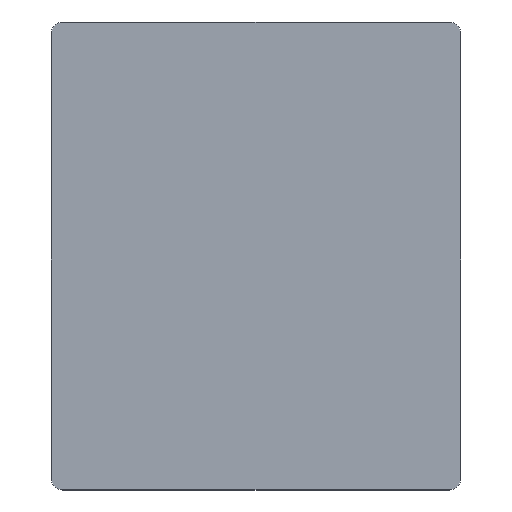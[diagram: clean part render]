
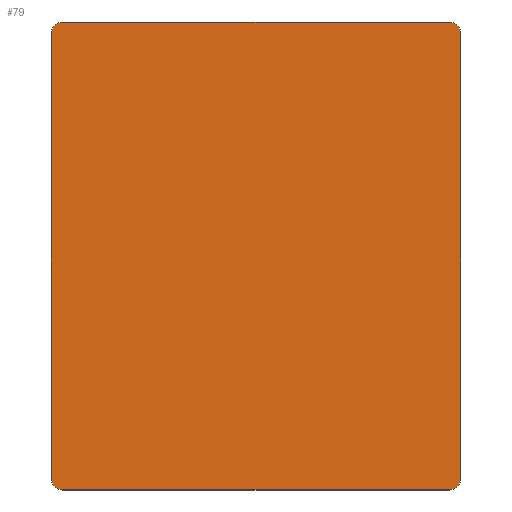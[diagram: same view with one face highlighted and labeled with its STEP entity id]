
A CAD part, top view. The second image highlights one B-rep face of the part: STEP entity #79.
In plain terms, the highlighted planar face has unit normal (0, 0, 1).
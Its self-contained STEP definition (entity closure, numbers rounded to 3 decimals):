
#3 = ORIENTED_EDGE ( 'NONE', *, *, #92, .T. ) ;
#21 = ORIENTED_EDGE ( 'NONE', *, *, #97, .T. ) ;
#22 = ORIENTED_EDGE ( 'NONE', *, *, #89, .T. ) ;
#23 = ORIENTED_EDGE ( 'NONE', *, *, #86, .T. ) ;
#25 = ORIENTED_EDGE ( 'NONE', *, *, #87, .T. ) ;
#27 = ORIENTED_EDGE ( 'NONE', *, *, #99, .T. ) ;
#32 = ORIENTED_EDGE ( 'NONE', *, *, #104, .T. ) ;
#36 = ORIENTED_EDGE ( 'NONE', *, *, #96, .T. ) ;
#40 = EDGE_LOOP ( 'NONE', ( #36, #3, #23, #22, #25, #27, #32, #21 ) ) ;
#65 = CIRCLE ( 'NONE', #107, 1. ) ;
#66 = CIRCLE ( 'NONE', #174, 1. ) ;
#67 = CIRCLE ( 'NONE', #169, 1. ) ;
#68 = CIRCLE ( 'NONE', #165, 1. ) ;
#79 = ADVANCED_FACE ( 'NONE', ( #125 ), #339, .T. ) ;
#86 = EDGE_CURVE ( 'NONE', #200, #202, #314, .T. ) ;
#87 = EDGE_CURVE ( 'NONE', #204, #373, #311, .T. ) ;
#89 = EDGE_CURVE ( 'NONE', #202, #204, #66, .T. ) ;
#92 = EDGE_CURVE ( 'NONE', #198, #200, #67, .T. ) ;
#96 = EDGE_CURVE ( 'NONE', #191, #198, #284, .T. ) ;
#97 = EDGE_CURVE ( 'NONE', #375, #191, #68, .T. ) ;
#99 = EDGE_CURVE ( 'NONE', #373, #377, #65, .T. ) ;
#104 = EDGE_CURVE ( 'NONE', #377, #375, #260, .T. ) ;
#107 = AXIS2_PLACEMENT_3D ( 'NONE', #279, #275, #274 ) ;
#111 = VECTOR ( 'NONE', #312, 1000. ) ;
#112 = VECTOR ( 'NONE', #309, 1000. ) ;
#121 = AXIS2_PLACEMENT_3D ( 'NONE', #338, #337, #336 ) ;
#125 = FACE_OUTER_BOUND ( 'NONE', #40, .T. ) ;
#156 = VECTOR ( 'NONE', #258, 1000. ) ;
#162 = VECTOR ( 'NONE', #282, 1000. ) ;
#165 = AXIS2_PLACEMENT_3D ( 'NONE', #285, #281, #280 ) ;
#169 = AXIS2_PLACEMENT_3D ( 'NONE', #303, #296, #295 ) ;
#174 = AXIS2_PLACEMENT_3D ( 'NONE', #321, #305, #304 ) ;
#191 = VERTEX_POINT ( 'NONE', #254 ) ;
#198 = VERTEX_POINT ( 'NONE', #252 ) ;
#200 = VERTEX_POINT ( 'NONE', #250 ) ;
#202 = VERTEX_POINT ( 'NONE', #261 ) ;
#204 = VERTEX_POINT ( 'NONE', #247 ) ;
#240 = CARTESIAN_POINT ( 'NONE',  ( 17.5, -19., 0.5 ) ) ;
#242 = CARTESIAN_POINT ( 'NONE',  ( 17.5, 19., 0.5 ) ) ;
#244 = CARTESIAN_POINT ( 'NONE',  ( 16.5, -20., 0.5 ) ) ;
#247 = CARTESIAN_POINT ( 'NONE',  ( -16.5, -20., 0.5 ) ) ;
#250 = CARTESIAN_POINT ( 'NONE',  ( -17.5, 19., 0.5 ) ) ;
#252 = CARTESIAN_POINT ( 'NONE',  ( -16.5, 20., 0.5 ) ) ;
#254 = CARTESIAN_POINT ( 'NONE',  ( 16.5, 20., 0.5 ) ) ;
#258 = DIRECTION ( 'NONE',  ( 0., 1., 0. ) ) ;
#259 = CARTESIAN_POINT ( 'NONE',  ( 17.5, 0., 0.5 ) ) ;
#260 = LINE ( 'NONE', #259, #156 ) ;
#261 = CARTESIAN_POINT ( 'NONE',  ( -17.5, -19., 0.5 ) ) ;
#274 = DIRECTION ( 'NONE',  ( -1., 0., 0. ) ) ;
#275 = DIRECTION ( 'NONE',  ( 0., 0., 1. ) ) ;
#279 = CARTESIAN_POINT ( 'NONE',  ( 16.5, -19., 0.5 ) ) ;
#280 = DIRECTION ( 'NONE',  ( -1., 0., 0. ) ) ;
#281 = DIRECTION ( 'NONE',  ( 0., 0., 1. ) ) ;
#282 = DIRECTION ( 'NONE',  ( -1., 0., 0. ) ) ;
#283 = CARTESIAN_POINT ( 'NONE',  ( 0., 20., 0.5 ) ) ;
#284 = LINE ( 'NONE', #283, #162 ) ;
#285 = CARTESIAN_POINT ( 'NONE',  ( 16.5, 19., 0.5 ) ) ;
#295 = DIRECTION ( 'NONE',  ( -1., 0., 0. ) ) ;
#296 = DIRECTION ( 'NONE',  ( 0., 0., 1. ) ) ;
#303 = CARTESIAN_POINT ( 'NONE',  ( -16.5, 19., 0.5 ) ) ;
#304 = DIRECTION ( 'NONE',  ( -1., 0., 0. ) ) ;
#305 = DIRECTION ( 'NONE',  ( 0., 0., 1. ) ) ;
#309 = DIRECTION ( 'NONE',  ( 1., 0., 0. ) ) ;
#310 = CARTESIAN_POINT ( 'NONE',  ( 0., -20., 0.5 ) ) ;
#311 = LINE ( 'NONE', #310, #112 ) ;
#312 = DIRECTION ( 'NONE',  ( 0., -1., 0. ) ) ;
#313 = CARTESIAN_POINT ( 'NONE',  ( -17.5, 0., 0.5 ) ) ;
#314 = LINE ( 'NONE', #313, #111 ) ;
#321 = CARTESIAN_POINT ( 'NONE',  ( -16.5, -19., 0.5 ) ) ;
#336 = DIRECTION ( 'NONE',  ( 1., 0., 0. ) ) ;
#337 = DIRECTION ( 'NONE',  ( 0., 0., 1. ) ) ;
#338 = CARTESIAN_POINT ( 'NONE',  ( -17.5, -20., 0.5 ) ) ;
#339 = PLANE ( 'NONE',  #121 ) ;
#373 = VERTEX_POINT ( 'NONE', #244 ) ;
#375 = VERTEX_POINT ( 'NONE', #242 ) ;
#377 = VERTEX_POINT ( 'NONE', #240 ) ;
